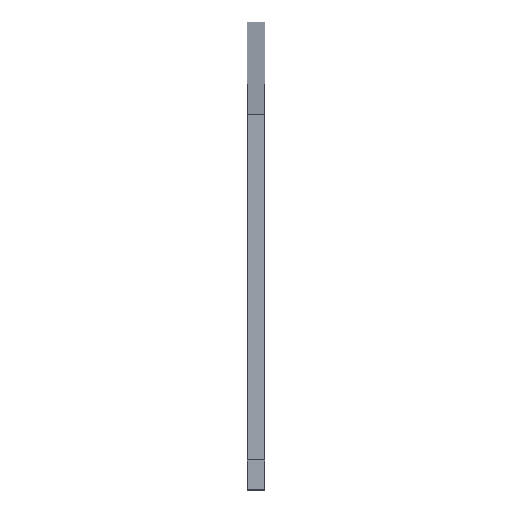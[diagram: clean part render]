
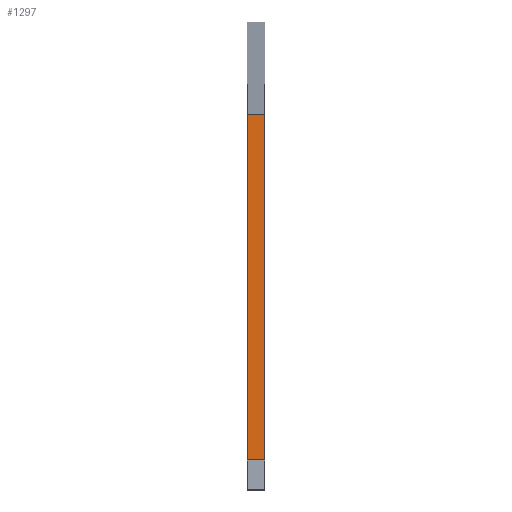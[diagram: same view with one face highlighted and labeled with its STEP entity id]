
A CAD part, top view. The second image highlights one B-rep face of the part: STEP entity #1297.
In plain terms, the highlighted planar face has unit normal (0, 0, 1).
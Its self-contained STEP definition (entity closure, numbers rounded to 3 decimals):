
#1272 = VERTEX_POINT('',#1273);
#1273 = CARTESIAN_POINT('',(4.6,0.,130.5));
#1279 = EDGE_CURVE('',#1280,#1272,#1282,.T.);
#1280 = VERTEX_POINT('',#1281);
#1281 = CARTESIAN_POINT('',(0.,0.,130.5));
#1282 = LINE('',#1283,#1284);
#1283 = CARTESIAN_POINT('',(0.,0.,130.5));
#1284 = VECTOR('',#1285,1.);
#1285 = DIRECTION('',(1.,0.,0.));
#1297 = ADVANCED_FACE('',(#1298),#1323,.T.);
#1298 = FACE_BOUND('',#1299,.T.);
#1299 = EDGE_LOOP('',(#1300,#1301,#1309,#1317));
#1300 = ORIENTED_EDGE('',*,*,#1279,.T.);
#1301 = ORIENTED_EDGE('',*,*,#1302,.T.);
#1302 = EDGE_CURVE('',#1272,#1303,#1305,.T.);
#1303 = VERTEX_POINT('',#1304);
#1304 = CARTESIAN_POINT('',(4.6,91.8,130.5));
#1305 = LINE('',#1306,#1307);
#1306 = CARTESIAN_POINT('',(4.6,0.,130.5));
#1307 = VECTOR('',#1308,1.);
#1308 = DIRECTION('',(0.,1.,0.));
#1309 = ORIENTED_EDGE('',*,*,#1310,.F.);
#1310 = EDGE_CURVE('',#1311,#1303,#1313,.T.);
#1311 = VERTEX_POINT('',#1312);
#1312 = CARTESIAN_POINT('',(0.,91.8,130.5));
#1313 = LINE('',#1314,#1315);
#1314 = CARTESIAN_POINT('',(0.,91.8,130.5));
#1315 = VECTOR('',#1316,1.);
#1316 = DIRECTION('',(1.,0.,0.));
#1317 = ORIENTED_EDGE('',*,*,#1318,.F.);
#1318 = EDGE_CURVE('',#1280,#1311,#1319,.T.);
#1319 = LINE('',#1320,#1321);
#1320 = CARTESIAN_POINT('',(0.,0.,130.5));
#1321 = VECTOR('',#1322,1.);
#1322 = DIRECTION('',(0.,1.,0.));
#1323 = PLANE('',#1324);
#1324 = AXIS2_PLACEMENT_3D('',#1325,#1326,#1327);
#1325 = CARTESIAN_POINT('',(0.,0.,130.5));
#1326 = DIRECTION('',(0.,0.,1.));
#1327 = DIRECTION('',(0.,1.,0.));
